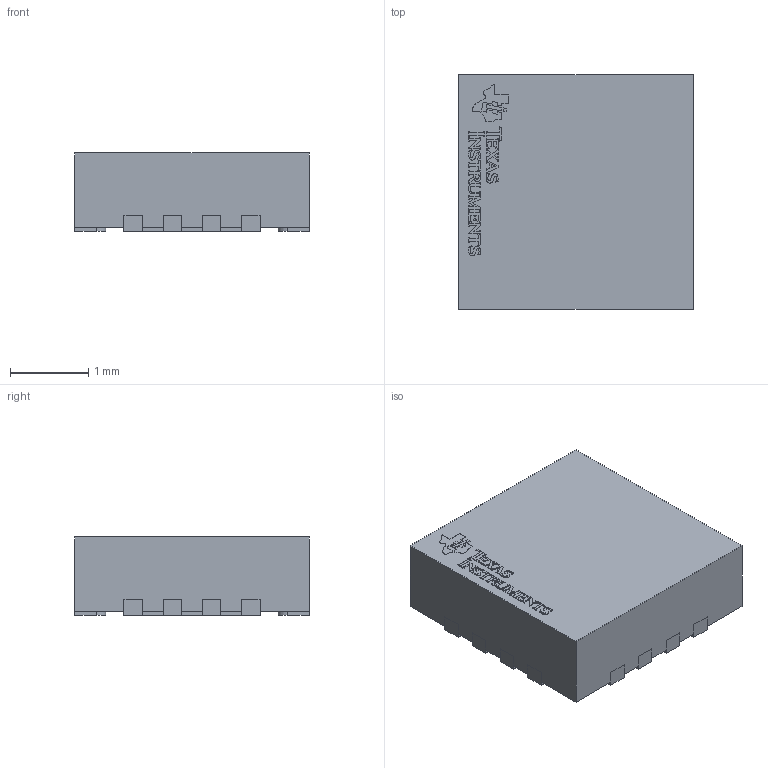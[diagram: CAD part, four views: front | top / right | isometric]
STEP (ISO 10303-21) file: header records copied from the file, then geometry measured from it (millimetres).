
FILE_DESCRIPTION(/* description */ (''),/* implementation_level */ '2;1');
FILE_NAME(/* name */ 'Texas Instruments INA230AIRGTT - 16 QFN RGT0016C.stp',/* time_stamp */ '2019-10-30T11:53:49-04:00',/* author */ ('Ricardo'),/* organization */ (''),/* preprocessor_version */ 'ST-DEVELOPER v18',/* originating_system */ 'Autodesk Inventor 2020',/* authorisation */ '');
FILE_SCHEMA (('AUTOMOTIVE_DESIGN { 1 0 10303 214 3 1 1 }'));
Length unit declared in the file: millimetre
Products named in the file (4): Texas Instruments THS4541IRGTT - 16 QFN; body; pins; part number
Assembly tree (3 placements, depth 2):
  Texas Instruments THS4541IRGTT - 16 QFN
    body
    pins
    part number
Bounding box: 3 x 3 x 1 mm (x, y, z)
Volume: 8.8 mm3; surface area: 46.2 mm2
Topology: 36 solids, 36 shells, 597 faces, 1572 edges, 1048 vertices
Faces by surface type: plane 399, bspline 166, cylinder 32
Entity records: 19512 total; most frequent: CARTESIAN_POINT 5598, ORIENTED_EDGE 3144, DIRECTION 2232, EDGE_CURVE 1572, LINE 1176, VECTOR 1176, VERTEX_POINT 1048, EDGE_LOOP 602
